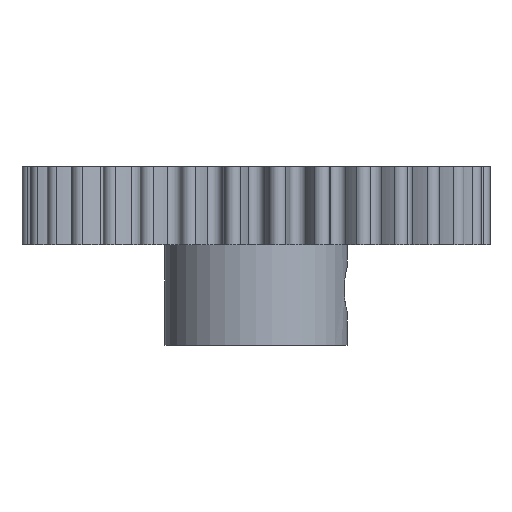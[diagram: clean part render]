
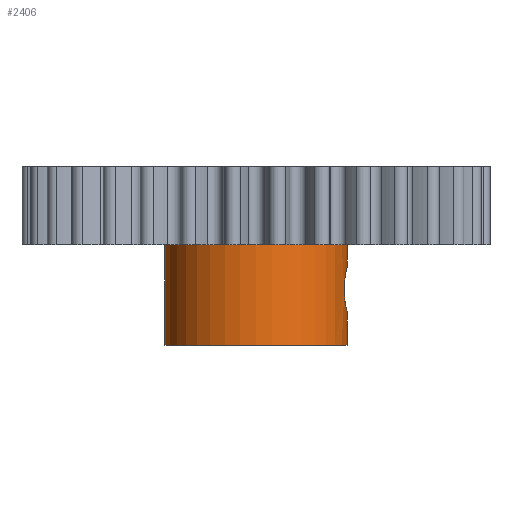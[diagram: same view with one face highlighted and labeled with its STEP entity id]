
A CAD part, left-side view. The second image highlights one B-rep face of the part: STEP entity #2406.
In plain terms, the highlighted cylindrical face has radius 8.175 mm (diameter 16.35 mm), a full revolution.
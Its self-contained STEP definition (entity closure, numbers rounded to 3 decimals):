
#26=FACE_BOUND('',#427,.T.);
#31=CIRCLE('',#2557,8.175);
#32=CIRCLE('',#2558,8.175);
#292=FACE_OUTER_BOUND('',#426,.T.);
#426=EDGE_LOOP('',(#1491,#1492,#1493,#1494));
#427=EDGE_LOOP('',(#1495,#1496));
#565=LINE('',#3962,#696);
#696=VECTOR('',#2964,8.175);
#827=B_SPLINE_CURVE_WITH_KNOTS('',3,(#3922,#3923,#3924,#3925,#3926,#3927,
#3928,#3929,#3930,#3931,#3932,#3933,#3934,#3935,#3936,#3937,#3938,#3939),
 .UNSPECIFIED.,.F.,.F.,(4,2,2,2,2,2,2,2,4),(0.,0.079,0.159,
0.238,0.318,0.397,0.477,
0.556,0.636),.UNSPECIFIED.);
#828=B_SPLINE_CURVE_WITH_KNOTS('',3,(#3940,#3941,#3942,#3943,#3944,#3945,
#3946,#3947,#3948,#3949,#3950,#3951,#3952,#3953,#3954,#3955,#3956,#3957),
 .UNSPECIFIED.,.F.,.F.,(4,2,2,2,2,2,2,2,4),(0.636,0.715,
0.795,0.874,0.954,1.033,
1.113,1.192,1.272),.UNSPECIFIED.);
#830=VERTEX_POINT('',#3919);
#831=VERTEX_POINT('',#3921);
#832=VERTEX_POINT('',#3959);
#833=VERTEX_POINT('',#3961);
#1094=EDGE_CURVE('',#831,#830,#827,.T.);
#1095=EDGE_CURVE('',#830,#831,#828,.T.);
#1096=EDGE_CURVE('',#832,#832,#31,.T.);
#1097=EDGE_CURVE('',#832,#833,#565,.T.);
#1098=EDGE_CURVE('',#833,#833,#32,.T.);
#1491=ORIENTED_EDGE('',*,*,#1096,.F.);
#1492=ORIENTED_EDGE('',*,*,#1097,.T.);
#1493=ORIENTED_EDGE('',*,*,#1098,.F.);
#1494=ORIENTED_EDGE('',*,*,#1097,.F.);
#1495=ORIENTED_EDGE('',*,*,#1094,.T.);
#1496=ORIENTED_EDGE('',*,*,#1095,.T.);
#2275=CYLINDRICAL_SURFACE('',#2556,8.175);
#2406=ADVANCED_FACE('',(#292,#26),#2275,.T.);
#2556=AXIS2_PLACEMENT_3D('',#3958,#2960,#2961);
#2557=AXIS2_PLACEMENT_3D('',#3960,#2962,#2963);
#2558=AXIS2_PLACEMENT_3D('',#3963,#2965,#2966);
#2960=DIRECTION('center_axis',(0.,0.,-1.));
#2961=DIRECTION('ref_axis',(1.,0.,0.));
#2962=DIRECTION('center_axis',(0.,0.,-1.));
#2963=DIRECTION('ref_axis',(1.,0.,0.));
#2964=DIRECTION('',(0.,0.,1.));
#2965=DIRECTION('center_axis',(0.,0.,1.));
#2966=DIRECTION('ref_axis',(1.,0.,0.));
#3919=CARTESIAN_POINT('',(27.9,7.901,-4.));
#3921=CARTESIAN_POINT('',(32.1,7.901,-4.));
#3922=CARTESIAN_POINT('Ctrl Pts',(32.1,7.901,-4.));
#3923=CARTESIAN_POINT('Ctrl Pts',(32.1,7.901,-3.735));
#3924=CARTESIAN_POINT('Ctrl Pts',(32.047,7.915,-3.453));
#3925=CARTESIAN_POINT('Ctrl Pts',(31.832,7.968,-2.936));
#3926=CARTESIAN_POINT('Ctrl Pts',(31.671,8.005,-2.701));
#3927=CARTESIAN_POINT('Ctrl Pts',(31.299,8.073,-2.329));
#3928=CARTESIAN_POINT('Ctrl Pts',(31.064,8.11,-2.168));
#3929=CARTESIAN_POINT('Ctrl Pts',(30.547,8.161,-1.953));
#3930=CARTESIAN_POINT('Ctrl Pts',(30.265,8.175,-1.9));
#3931=CARTESIAN_POINT('Ctrl Pts',(29.735,8.175,-1.9));
#3932=CARTESIAN_POINT('Ctrl Pts',(29.453,8.161,-1.953));
#3933=CARTESIAN_POINT('Ctrl Pts',(28.936,8.11,-2.168));
#3934=CARTESIAN_POINT('Ctrl Pts',(28.701,8.073,-2.329));
#3935=CARTESIAN_POINT('Ctrl Pts',(28.329,8.005,-2.701));
#3936=CARTESIAN_POINT('Ctrl Pts',(28.168,7.968,-2.936));
#3937=CARTESIAN_POINT('Ctrl Pts',(27.953,7.915,-3.453));
#3938=CARTESIAN_POINT('Ctrl Pts',(27.9,7.901,-3.735));
#3939=CARTESIAN_POINT('Ctrl Pts',(27.9,7.901,-4.));
#3940=CARTESIAN_POINT('Ctrl Pts',(27.9,7.901,-4.));
#3941=CARTESIAN_POINT('Ctrl Pts',(27.9,7.901,-4.265));
#3942=CARTESIAN_POINT('Ctrl Pts',(27.953,7.915,-4.547));
#3943=CARTESIAN_POINT('Ctrl Pts',(28.168,7.968,-5.064));
#3944=CARTESIAN_POINT('Ctrl Pts',(28.329,8.005,-5.299));
#3945=CARTESIAN_POINT('Ctrl Pts',(28.701,8.073,-5.671));
#3946=CARTESIAN_POINT('Ctrl Pts',(28.936,8.11,-5.832));
#3947=CARTESIAN_POINT('Ctrl Pts',(29.453,8.161,-6.047));
#3948=CARTESIAN_POINT('Ctrl Pts',(29.735,8.175,-6.1));
#3949=CARTESIAN_POINT('Ctrl Pts',(30.265,8.175,-6.1));
#3950=CARTESIAN_POINT('Ctrl Pts',(30.547,8.161,-6.047));
#3951=CARTESIAN_POINT('Ctrl Pts',(31.064,8.11,-5.832));
#3952=CARTESIAN_POINT('Ctrl Pts',(31.299,8.073,-5.671));
#3953=CARTESIAN_POINT('Ctrl Pts',(31.671,8.005,-5.299));
#3954=CARTESIAN_POINT('Ctrl Pts',(31.832,7.968,-5.064));
#3955=CARTESIAN_POINT('Ctrl Pts',(32.047,7.915,-4.547));
#3956=CARTESIAN_POINT('Ctrl Pts',(32.1,7.901,-4.265));
#3957=CARTESIAN_POINT('Ctrl Pts',(32.1,7.901,-4.));
#3958=CARTESIAN_POINT('Origin',(30.,0.,0.));
#3959=CARTESIAN_POINT('',(21.825,0.,-9.));
#3960=CARTESIAN_POINT('Origin',(30.,0.,-9.));
#3961=CARTESIAN_POINT('',(21.825,0.,0.));
#3962=CARTESIAN_POINT('',(21.825,0.,0.));
#3963=CARTESIAN_POINT('Origin',(30.,0.,0.));
